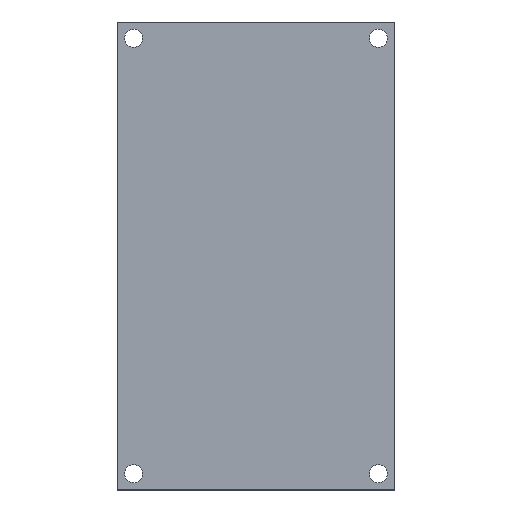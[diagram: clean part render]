
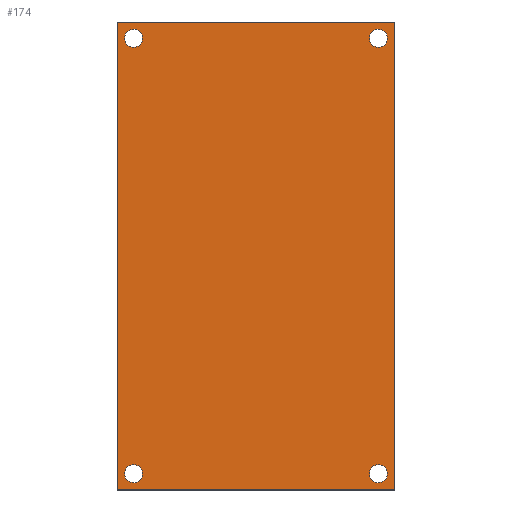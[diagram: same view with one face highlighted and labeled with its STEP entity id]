
A CAD part, top view. The second image highlights one B-rep face of the part: STEP entity #174.
In plain terms, the highlighted planar face has unit normal (0, 0, 1).
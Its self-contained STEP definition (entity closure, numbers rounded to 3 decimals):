
#7 = CARTESIAN_POINT ( 'NONE',  ( -3., 0., 48. ) ) ;
#9 = FACE_BOUND ( 'NONE', #16, .T. ) ;
#16 = EDGE_LOOP ( 'NONE', ( #43, #471 ) ) ;
#20 = AXIS2_PLACEMENT_3D ( 'NONE', #286, #57, #173 ) ;
#22 = LINE ( 'NONE', #241, #110 ) ;
#26 = PLANE ( 'NONE',  #39 ) ;
#30 = EDGE_LOOP ( 'NONE', ( #114, #99 ) ) ;
#34 = AXIS2_PLACEMENT_3D ( 'NONE', #226, #158, #82 ) ;
#35 = EDGE_CURVE ( 'NONE', #319, #220, #96, .T. ) ;
#39 = AXIS2_PLACEMENT_3D ( 'NONE', #396, #388, #55 ) ;
#43 = ORIENTED_EDGE ( 'NONE', *, *, #207, .F. ) ;
#48 = CIRCLE ( 'NONE', #113, 1.651 ) ;
#55 = DIRECTION ( 'NONE',  ( -1., 0., 0. ) ) ;
#57 = DIRECTION ( 'NONE',  ( 0., 0., 1. ) ) ;
#64 = EDGE_CURVE ( 'NONE', #261, #210, #459, .T. ) ;
#68 = AXIS2_PLACEMENT_3D ( 'NONE', #321, #276, #201 ) ;
#79 = LINE ( 'NONE', #7, #123 ) ;
#82 = DIRECTION ( 'NONE',  ( 1., 0., 0. ) ) ;
#84 = DIRECTION ( 'NONE',  ( 0., -1., 0. ) ) ;
#86 = EDGE_CURVE ( 'NONE', #297, #206, #304, .T. ) ;
#93 = CARTESIAN_POINT ( 'NONE',  ( 1.651, 0., 48. ) ) ;
#96 = CIRCLE ( 'NONE', #432, 1.651 ) ;
#97 = ORIENTED_EDGE ( 'NONE', *, *, #423, .F. ) ;
#99 = ORIENTED_EDGE ( 'NONE', *, *, #312, .F. ) ;
#103 = CARTESIAN_POINT ( 'NONE',  ( -3., 83., 48. ) ) ;
#108 = EDGE_CURVE ( 'NONE', #293, #160, #48, .T. ) ;
#109 = EDGE_LOOP ( 'NONE', ( #436, #194 ) ) ;
#110 = VECTOR ( 'NONE', #168, 1000. ) ;
#113 = AXIS2_PLACEMENT_3D ( 'NONE', #191, #117, #308 ) ;
#114 = ORIENTED_EDGE ( 'NONE', *, *, #108, .F. ) ;
#117 = DIRECTION ( 'NONE',  ( 0., 0., 1. ) ) ;
#121 = CARTESIAN_POINT ( 'NONE',  ( 45., 80., 48. ) ) ;
#122 = CIRCLE ( 'NONE', #209, 1.651 ) ;
#123 = VECTOR ( 'NONE', #84, 1000. ) ;
#136 = AXIS2_PLACEMENT_3D ( 'NONE', #458, #348, #306 ) ;
#141 = ORIENTED_EDGE ( 'NONE', *, *, #431, .F. ) ;
#142 = CARTESIAN_POINT ( 'NONE',  ( 48., 83., 48. ) ) ;
#146 = DIRECTION ( 'NONE',  ( 1., 0., 0. ) ) ;
#153 = EDGE_CURVE ( 'NONE', #326, #345, #79, .T. ) ;
#158 = DIRECTION ( 'NONE',  ( 0., 0., 1. ) ) ;
#160 = VERTEX_POINT ( 'NONE', #234 ) ;
#167 = CARTESIAN_POINT ( 'NONE',  ( 48., -3., 48. ) ) ;
#168 = DIRECTION ( 'NONE',  ( 0., -1., 0. ) ) ;
#173 = DIRECTION ( 'NONE',  ( 1., 0., 0. ) ) ;
#174 = ADVANCED_FACE ( 'NONE', ( #421, #265, #195, #342, #9 ), #26, .F. ) ;
#177 = DIRECTION ( 'NONE',  ( 1., 0., 0. ) ) ;
#185 = CARTESIAN_POINT ( 'NONE',  ( -3., -3., 48. ) ) ;
#189 = DIRECTION ( 'NONE',  ( 0., 0., 1. ) ) ;
#191 = CARTESIAN_POINT ( 'NONE',  ( 0., 80., 48. ) ) ;
#192 = DIRECTION ( 'NONE',  ( -1., 0., 0. ) ) ;
#194 = ORIENTED_EDGE ( 'NONE', *, *, #451, .F. ) ;
#195 = FACE_BOUND ( 'NONE', #231, .T. ) ;
#201 = DIRECTION ( 'NONE',  ( 1., 0., 0. ) ) ;
#206 = VERTEX_POINT ( 'NONE', #479 ) ;
#207 = EDGE_CURVE ( 'NONE', #206, #297, #309, .T. ) ;
#209 = AXIS2_PLACEMENT_3D ( 'NONE', #121, #237, #271 ) ;
#210 = VERTEX_POINT ( 'NONE', #350 ) ;
#217 = CARTESIAN_POINT ( 'NONE',  ( 43.349, 80., 48. ) ) ;
#220 = VERTEX_POINT ( 'NONE', #318 ) ;
#226 = CARTESIAN_POINT ( 'NONE',  ( 45., 0., 48. ) ) ;
#231 = EDGE_LOOP ( 'NONE', ( #455, #264 ) ) ;
#234 = CARTESIAN_POINT ( 'NONE',  ( 1.651, 80., 48. ) ) ;
#237 = DIRECTION ( 'NONE',  ( 0., 0., 1. ) ) ;
#241 = CARTESIAN_POINT ( 'NONE',  ( 48., 0., 48. ) ) ;
#248 = ORIENTED_EDGE ( 'NONE', *, *, #153, .T. ) ;
#256 = VECTOR ( 'NONE', #192, 1000. ) ;
#261 = VERTEX_POINT ( 'NONE', #437 ) ;
#264 = ORIENTED_EDGE ( 'NONE', *, *, #408, .F. ) ;
#265 = FACE_BOUND ( 'NONE', #30, .T. ) ;
#271 = DIRECTION ( 'NONE',  ( 1., 0., 0. ) ) ;
#276 = DIRECTION ( 'NONE',  ( 0., 0., 1. ) ) ;
#281 = VERTEX_POINT ( 'NONE', #167 ) ;
#286 = CARTESIAN_POINT ( 'NONE',  ( 0., 80., 48. ) ) ;
#293 = VERTEX_POINT ( 'NONE', #430 ) ;
#294 = CARTESIAN_POINT ( 'NONE',  ( 0., 83., 48. ) ) ;
#296 = CIRCLE ( 'NONE', #68, 1.651 ) ;
#297 = VERTEX_POINT ( 'NONE', #93 ) ;
#304 = CIRCLE ( 'NONE', #136, 1.651 ) ;
#306 = DIRECTION ( 'NONE',  ( 1., 0., 0. ) ) ;
#308 = DIRECTION ( 'NONE',  ( 1., 0., 0. ) ) ;
#309 = CIRCLE ( 'NONE', #394, 1.651 ) ;
#312 = EDGE_CURVE ( 'NONE', #160, #293, #377, .T. ) ;
#318 = CARTESIAN_POINT ( 'NONE',  ( 46.651, 80., 48. ) ) ;
#319 = VERTEX_POINT ( 'NONE', #217 ) ;
#320 = DIRECTION ( 'NONE',  ( 0., 0., 1. ) ) ;
#321 = CARTESIAN_POINT ( 'NONE',  ( 45., 0., 48. ) ) ;
#326 = VERTEX_POINT ( 'NONE', #103 ) ;
#327 = CARTESIAN_POINT ( 'NONE',  ( 0., 0., 48. ) ) ;
#333 = LINE ( 'NONE', #294, #402 ) ;
#342 = FACE_BOUND ( 'NONE', #109, .T. ) ;
#345 = VERTEX_POINT ( 'NONE', #185 ) ;
#348 = DIRECTION ( 'NONE',  ( 0., 0., 1. ) ) ;
#350 = CARTESIAN_POINT ( 'NONE',  ( 46.651, 0., 48. ) ) ;
#351 = VERTEX_POINT ( 'NONE', #142 ) ;
#377 = CIRCLE ( 'NONE', #20, 1.651 ) ;
#378 = EDGE_CURVE ( 'NONE', #351, #326, #333, .T. ) ;
#388 = DIRECTION ( 'NONE',  ( 0., 0., -1. ) ) ;
#394 = AXIS2_PLACEMENT_3D ( 'NONE', #327, #320, #177 ) ;
#396 = CARTESIAN_POINT ( 'NONE',  ( 0., 0., 48. ) ) ;
#402 = VECTOR ( 'NONE', #447, 1000. ) ;
#408 = EDGE_CURVE ( 'NONE', #220, #319, #122, .T. ) ;
#410 = CARTESIAN_POINT ( 'NONE',  ( 0., -3., 48. ) ) ;
#411 = ORIENTED_EDGE ( 'NONE', *, *, #378, .T. ) ;
#421 = FACE_OUTER_BOUND ( 'NONE', #450, .T. ) ;
#423 = EDGE_CURVE ( 'NONE', #281, #345, #453, .T. ) ;
#430 = CARTESIAN_POINT ( 'NONE',  ( -1.651, 80., 48. ) ) ;
#431 = EDGE_CURVE ( 'NONE', #351, #281, #22, .T. ) ;
#432 = AXIS2_PLACEMENT_3D ( 'NONE', #482, #189, #146 ) ;
#436 = ORIENTED_EDGE ( 'NONE', *, *, #64, .F. ) ;
#437 = CARTESIAN_POINT ( 'NONE',  ( 43.349, 0., 48. ) ) ;
#447 = DIRECTION ( 'NONE',  ( -1., 0., 0. ) ) ;
#450 = EDGE_LOOP ( 'NONE', ( #248, #97, #141, #411 ) ) ;
#451 = EDGE_CURVE ( 'NONE', #210, #261, #296, .T. ) ;
#453 = LINE ( 'NONE', #410, #256 ) ;
#455 = ORIENTED_EDGE ( 'NONE', *, *, #35, .F. ) ;
#458 = CARTESIAN_POINT ( 'NONE',  ( 0., 0., 48. ) ) ;
#459 = CIRCLE ( 'NONE', #34, 1.651 ) ;
#471 = ORIENTED_EDGE ( 'NONE', *, *, #86, .F. ) ;
#479 = CARTESIAN_POINT ( 'NONE',  ( -1.651, 0., 48. ) ) ;
#482 = CARTESIAN_POINT ( 'NONE',  ( 45., 80., 48. ) ) ;
